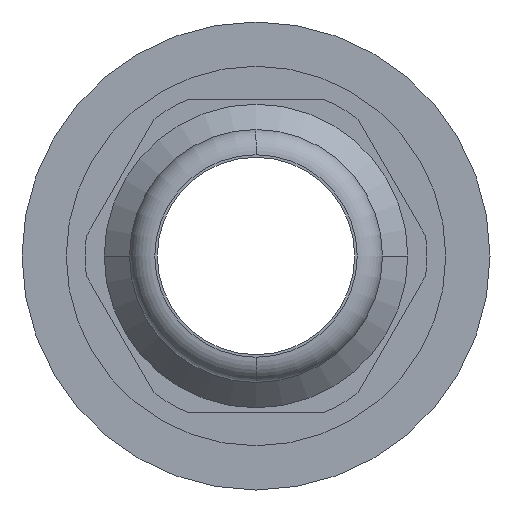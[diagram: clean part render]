
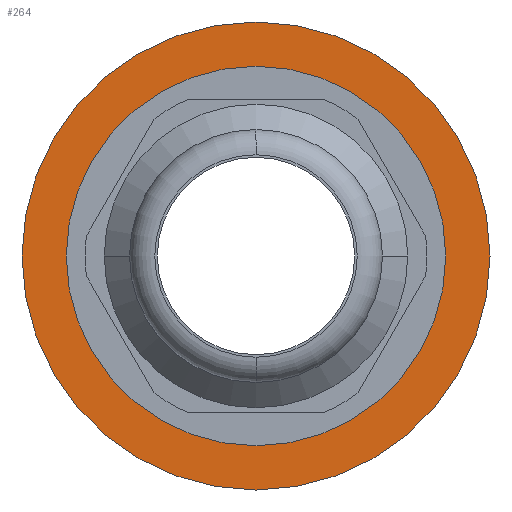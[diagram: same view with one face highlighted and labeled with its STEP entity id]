
A CAD part, front view. The second image highlights one B-rep face of the part: STEP entity #264.
In plain terms, the highlighted planar face has unit normal (0, -1, 0).
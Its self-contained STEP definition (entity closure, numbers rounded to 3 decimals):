
#264=ADVANCED_FACE('',(#537,#538),#539,.T.);
#537=FACE_OUTER_BOUND('',#804,.T.);
#538=FACE_BOUND('',#805,.T.);
#539=PLANE('',#806);
#804=EDGE_LOOP('',(#1476,#1477));
#805=EDGE_LOOP('',(#1478,#1479));
#806=AXIS2_PLACEMENT_3D('',#1480,#1481,#1482);
#1476=ORIENTED_EDGE('',*,*,#1737,.T.);
#1477=ORIENTED_EDGE('',*,*,#1672,.T.);
#1478=ORIENTED_EDGE('',*,*,#1733,.F.);
#1479=ORIENTED_EDGE('',*,*,#1714,.F.);
#1480=CARTESIAN_POINT('',(0.0,23.5,0.0));
#1481=DIRECTION('',(0.0,-1.0,0.0));
#1482=DIRECTION('',(-1.0,0.0,0.0));
#1672=EDGE_CURVE('',#2032,#2029,#2033,.T.);
#1714=EDGE_CURVE('',#2080,#2082,#2083,.T.);
#1733=EDGE_CURVE('',#2082,#2080,#2105,.T.);
#1737=EDGE_CURVE('',#2029,#2032,#2109,.T.);
#2029=VERTEX_POINT('',#2460);
#2032=VERTEX_POINT('',#2464);
#2033=CIRCLE('',#2465,9.25);
#2080=VERTEX_POINT('',#2525);
#2082=VERTEX_POINT('',#2528);
#2083=CIRCLE('',#2529,7.5);
#2105=CIRCLE('',#2552,7.5);
#2109=CIRCLE('',#2556,9.25);
#2460=CARTESIAN_POINT('',(9.25,23.5,0.0));
#2464=CARTESIAN_POINT('',(-9.25,23.5,0.));
#2465=AXIS2_PLACEMENT_3D('',#2862,#2863,#2864);
#2525=CARTESIAN_POINT('',(7.5,23.5,0.));
#2528=CARTESIAN_POINT('',(-7.5,23.5,0.));
#2529=AXIS2_PLACEMENT_3D('',#2918,#2919,#2920);
#2552=AXIS2_PLACEMENT_3D('',#2946,#2947,#2948);
#2556=AXIS2_PLACEMENT_3D('',#2952,#2953,#2954);
#2862=CARTESIAN_POINT('',(0.0,23.5,0.0));
#2863=DIRECTION('',(0.0,-1.0,0.0));
#2864=DIRECTION('',(1.0,0.0,0.0));
#2918=CARTESIAN_POINT('',(0.0,23.5,0.0));
#2919=DIRECTION('',(0.0,-1.0,0.0));
#2920=DIRECTION('',(1.0,0.0,0.0));
#2946=CARTESIAN_POINT('',(0.0,23.5,0.0));
#2947=DIRECTION('',(0.0,-1.0,0.0));
#2948=DIRECTION('',(1.0,0.0,0.0));
#2952=CARTESIAN_POINT('',(0.0,23.5,0.0));
#2953=DIRECTION('',(0.0,-1.0,0.0));
#2954=DIRECTION('',(1.0,0.0,0.0));
